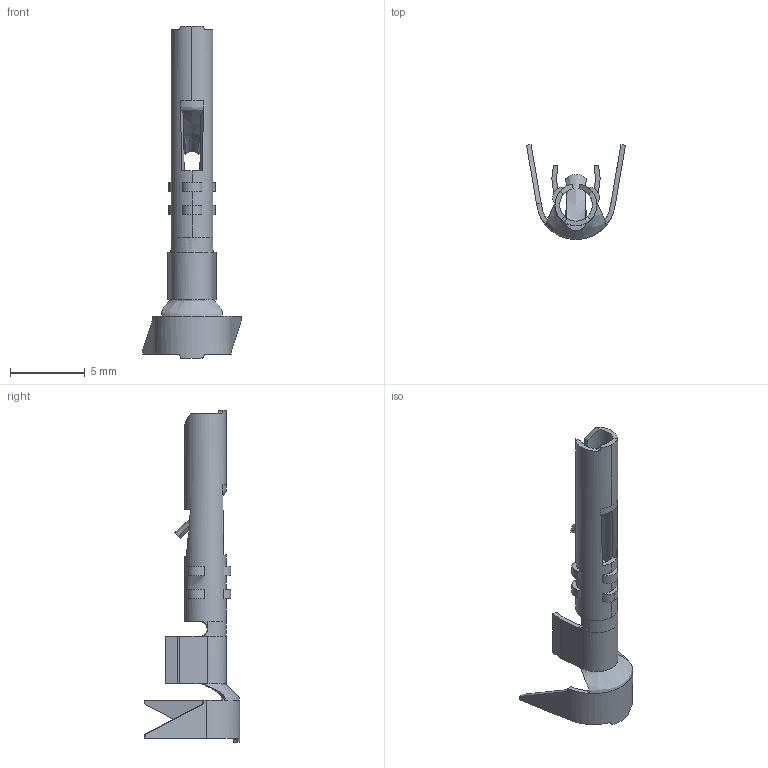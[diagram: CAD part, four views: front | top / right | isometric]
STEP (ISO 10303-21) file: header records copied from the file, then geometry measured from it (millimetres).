
FILE_DESCRIPTION (( 'STEP AP203' ), '1' );
FILE_NAME ('120011.STEP', '2020-07-14T17:27:36', ( 'tempuser' ), ( 'Microsoft' ), 'SwSTEP 2.0', 'SolidWorks 2019', '' );
FILE_SCHEMA (( 'CONFIG_CONTROL_DESIGN' ));
Length unit declared in the file: inch
Products named in the file (1): 120011
Bounding box: 6.6 x 6.35 x 22.17 mm (x, y, z)
Volume: 50.6 mm3; surface area: 375.2 mm2
Topology: 1 solids, 1 shells, 141 faces, 415 edges, 280 vertices
Faces by surface type: plane 70, cylinder 53, bspline 18
Entity records: 6351 total; most frequent: CARTESIAN_POINT 2645, ORIENTED_EDGE 826, DIRECTION 688, EDGE_CURVE 413, VERTEX_POINT 280, AXIS2_PLACEMENT_3D 257, LINE 174, VECTOR 174
